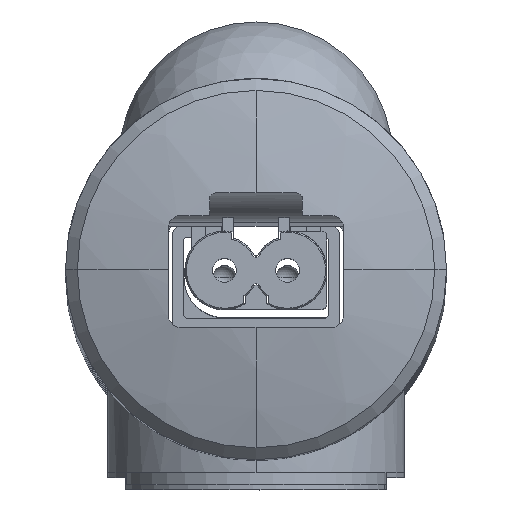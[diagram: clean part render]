
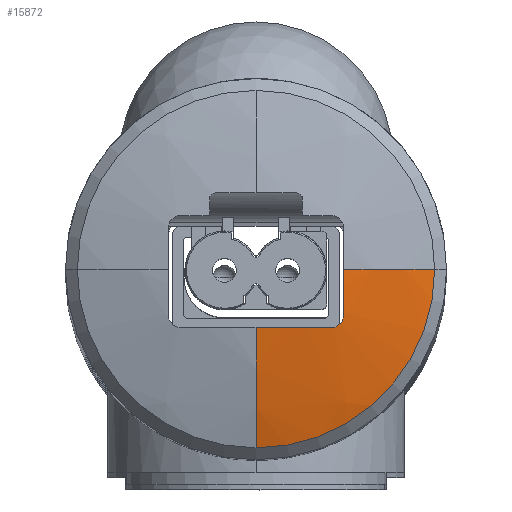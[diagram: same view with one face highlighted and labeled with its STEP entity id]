
A CAD part, top view. The second image highlights one B-rep face of the part: STEP entity #15872.
In plain terms, the highlighted spherical face has radius 50 mm.
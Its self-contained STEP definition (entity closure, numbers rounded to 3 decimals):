
#2372 = B_SPLINE_CURVE_WITH_KNOTS ( 'NONE', 3,
 ( #16551, #16559, #16560, #16561, #16562, #16563, #16564, #16565, #16566, #16567 ),
 .UNSPECIFIED., .F., .F.,
 ( 4, 2, 2, 2, 4 ),
 ( 0., 0., 0.001, 0.001, 0.002 ),
 .UNSPECIFIED. ) ;
#4697 = CIRCLE ( 'NONE', #7380, 49.457 ) ;
#4713 = CIRCLE ( 'NONE', #7390, 15. ) ;
#4716 = CIRCLE ( 'NONE', #7386, 50. ) ;
#4739 = CIRCLE ( 'NONE', #7394, 49.759 ) ;
#4745 = CIRCLE ( 'NONE', #7393, 50. ) ;
#5490 = CARTESIAN_POINT ( 'NONE',  ( 7.35, -3.9, 175.106 ) ) ;
#5553 = CARTESIAN_POINT ( 'NONE',  ( 7.35, 0., 175.26 ) ) ;
#5603 = CARTESIAN_POINT ( 'NONE',  ( 6.35, -4.9, 175.156 ) ) ;
#5634 = CARTESIAN_POINT ( 'NONE',  ( 15., 0., 173.5 ) ) ;
#5643 = CARTESIAN_POINT ( 'NONE',  ( 0., -15., 173.5 ) ) ;
#5913 = CARTESIAN_POINT ( 'NONE',  ( 0., -4.9, 175.562 ) ) ;
#6697 = VERTEX_POINT ( 'NONE', #5913 ) ;
#6966 = VERTEX_POINT ( 'NONE', #5643 ) ;
#6975 = VERTEX_POINT ( 'NONE', #5634 ) ;
#7006 = VERTEX_POINT ( 'NONE', #5603 ) ;
#7056 = VERTEX_POINT ( 'NONE', #5553 ) ;
#7119 = VERTEX_POINT ( 'NONE', #5490 ) ;
#7380 = AXIS2_PLACEMENT_3D ( 'NONE', #16454, #16455, #16456 ) ;
#7386 = AXIS2_PLACEMENT_3D ( 'NONE', #16550, #16552, #16553 ) ;
#7390 = AXIS2_PLACEMENT_3D ( 'NONE', #16545, #16546, #16547 ) ;
#7393 = AXIS2_PLACEMENT_3D ( 'NONE', #16652, #16653, #16654 ) ;
#7394 = AXIS2_PLACEMENT_3D ( 'NONE', #16634, #16645, #16646 ) ;
#8724 = FACE_OUTER_BOUND ( 'NONE', #14094, .T. ) ;
#8745 = SPHERICAL_SURFACE ( 'NONE', #8841, 50. ) ;
#8841 = AXIS2_PLACEMENT_3D ( 'NONE', #18974, #18972, #18984 ) ;
#12118 = EDGE_CURVE ( 'NONE', #7056, #7119, #4697, .T. ) ;
#12131 = EDGE_CURVE ( 'NONE', #6966, #6975, #4713, .T. ) ;
#12133 = EDGE_CURVE ( 'NONE', #6697, #6966, #4716, .T. ) ;
#12136 = EDGE_CURVE ( 'NONE', #7119, #7006, #2372, .T. ) ;
#12149 = EDGE_CURVE ( 'NONE', #7006, #6697, #4739, .T. ) ;
#12152 = EDGE_CURVE ( 'NONE', #7056, #6975, #4745, .T. ) ;
#13453 = ORIENTED_EDGE ( 'NONE', *, *, #12136, .T. ) ;
#13454 = ORIENTED_EDGE ( 'NONE', *, *, #12118, .T. ) ;
#13455 = ORIENTED_EDGE ( 'NONE', *, *, #12152, .F. ) ;
#13456 = ORIENTED_EDGE ( 'NONE', *, *, #12131, .T. ) ;
#13458 = ORIENTED_EDGE ( 'NONE', *, *, #12133, .T. ) ;
#13460 = ORIENTED_EDGE ( 'NONE', *, *, #12149, .T. ) ;
#14094 = EDGE_LOOP ( 'NONE', ( #13460, #13458, #13456, #13455, #13454, #13453 ) ) ;
#15872 = ADVANCED_FACE ( 'NONE', ( #8724 ), #8745, .T. ) ;
#16454 = CARTESIAN_POINT ( 'NONE',  ( 7.35, 0., 125.803 ) ) ;
#16455 = DIRECTION ( 'NONE',  ( 1., 0., 0. ) ) ;
#16456 = DIRECTION ( 'NONE',  ( 0., 0., 1. ) ) ;
#16545 = CARTESIAN_POINT ( 'NONE',  ( 0., 0., 173.5 ) ) ;
#16546 = DIRECTION ( 'NONE',  ( 0., 0., 1. ) ) ;
#16547 = DIRECTION ( 'NONE',  ( 1., 0., 0. ) ) ;
#16550 = CARTESIAN_POINT ( 'NONE',  ( 0., 0., 125.803 ) ) ;
#16551 = CARTESIAN_POINT ( 'NONE',  ( 7.35, -3.9, 175.106 ) ) ;
#16552 = DIRECTION ( 'NONE',  ( 1., 0., 0. ) ) ;
#16553 = DIRECTION ( 'NONE',  ( 0., 1., 0. ) ) ;
#16559 = CARTESIAN_POINT ( 'NONE',  ( 7.35, -4.032, 175.095 ) ) ;
#16560 = CARTESIAN_POINT ( 'NONE',  ( 7.324, -4.162, 175.088 ) ) ;
#16561 = CARTESIAN_POINT ( 'NONE',  ( 7.223, -4.404, 175.082 ) ) ;
#16562 = CARTESIAN_POINT ( 'NONE',  ( 7.149, -4.515, 175.083 ) ) ;
#16563 = CARTESIAN_POINT ( 'NONE',  ( 6.964, -4.7, 175.092 ) ) ;
#16564 = CARTESIAN_POINT ( 'NONE',  ( 6.852, -4.774, 175.101 ) ) ;
#16565 = CARTESIAN_POINT ( 'NONE',  ( 6.612, -4.874, 175.124 ) ) ;
#16566 = CARTESIAN_POINT ( 'NONE',  ( 6.481, -4.9, 175.139 ) ) ;
#16567 = CARTESIAN_POINT ( 'NONE',  ( 6.35, -4.9, 175.156 ) ) ;
#16634 = CARTESIAN_POINT ( 'NONE',  ( 0., -4.9, 125.803 ) ) ;
#16645 = DIRECTION ( 'NONE',  ( 0., -1., 0. ) ) ;
#16646 = DIRECTION ( 'NONE',  ( -1., 0., 0. ) ) ;
#16652 = CARTESIAN_POINT ( 'NONE',  ( 0., 0., 125.803 ) ) ;
#16653 = DIRECTION ( 'NONE',  ( 0., 1., 0. ) ) ;
#16654 = DIRECTION ( 'NONE',  ( 0., 0., -1. ) ) ;
#18972 = DIRECTION ( 'NONE',  ( 1., 0., 0. ) ) ;
#18974 = CARTESIAN_POINT ( 'NONE',  ( 0., 0., 125.803 ) ) ;
#18984 = DIRECTION ( 'NONE',  ( 0., 1., 0. ) ) ;
